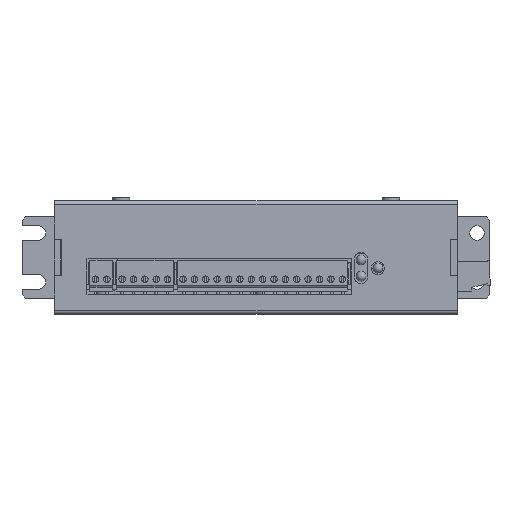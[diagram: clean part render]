
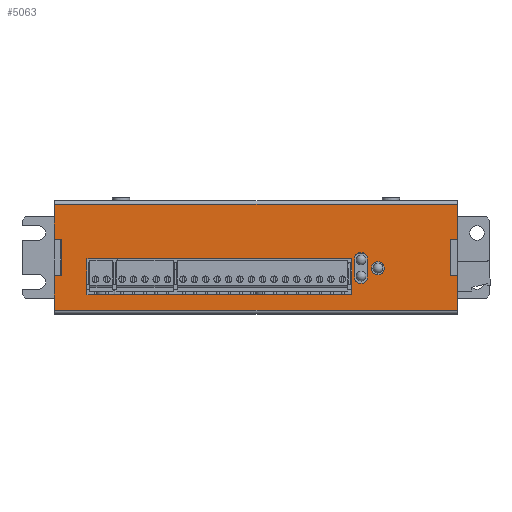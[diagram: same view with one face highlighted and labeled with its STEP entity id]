
A CAD part, front view. The second image highlights one B-rep face of the part: STEP entity #5063.
In plain terms, the highlighted planar face has unit normal (0, -1, 0).
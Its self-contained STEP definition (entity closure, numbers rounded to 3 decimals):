
#5063 = ADVANCED_FACE( '', ( #10771, #10772, #10773, #10774 ), #10775, .T. );
#10771 = FACE_BOUND( '', #17073, .T. );
#10772 = FACE_OUTER_BOUND( '', #17074, .T. );
#10773 = FACE_BOUND( '', #17075, .T. );
#10774 = FACE_BOUND( '', #17076, .T. );
#10775 = PLANE( '', #17077 );
#17073 = EDGE_LOOP( '', ( #30318 ) );
#17074 = EDGE_LOOP( '', ( #30319, #30320, #30321, #30322, #30323, #30324, #30325, #30326, #30327, #30328, #30329, #30330 ) );
#17075 = EDGE_LOOP( '', ( #30331, #30332, #30333, #30334 ) );
#17076 = EDGE_LOOP( '', ( #30335, #30336, #30337, #30338 ) );
#17077 = AXIS2_PLACEMENT_3D( '', #30339, #30340, #30341 );
#30318 = ORIENTED_EDGE( '', *, *, #36476, .T. );
#30319 = ORIENTED_EDGE( '', *, *, #36473, .F. );
#30320 = ORIENTED_EDGE( '', *, *, #40323, .T. );
#30321 = ORIENTED_EDGE( '', *, *, #37079, .T. );
#30322 = ORIENTED_EDGE( '', *, *, #40324, .T. );
#30323 = ORIENTED_EDGE( '', *, *, #40325, .T. );
#30324 = ORIENTED_EDGE( '', *, *, #39684, .T. );
#30325 = ORIENTED_EDGE( '', *, *, #39475, .T. );
#30326 = ORIENTED_EDGE( '', *, *, #36177, .T. );
#30327 = ORIENTED_EDGE( '', *, *, #40326, .T. );
#30328 = ORIENTED_EDGE( '', *, *, #39213, .T. );
#30329 = ORIENTED_EDGE( '', *, *, #35842, .F. );
#30330 = ORIENTED_EDGE( '', *, *, #35752, .F. );
#30331 = ORIENTED_EDGE( '', *, *, #37867, .T. );
#30332 = ORIENTED_EDGE( '', *, *, #36927, .T. );
#30333 = ORIENTED_EDGE( '', *, *, #38419, .T. );
#30334 = ORIENTED_EDGE( '', *, *, #37773, .T. );
#30335 = ORIENTED_EDGE( '', *, *, #36326, .T. );
#30336 = ORIENTED_EDGE( '', *, *, #38326, .T. );
#30337 = ORIENTED_EDGE( '', *, *, #38757, .T. );
#30338 = ORIENTED_EDGE( '', *, *, #39817, .T. );
#30339 = CARTESIAN_POINT( '', ( 0., -35., 0. ) );
#30340 = DIRECTION( '', ( 0., -1., 0. ) );
#30341 = DIRECTION( '', ( 0., 0., -1. ) );
#35752 = EDGE_CURVE( '', #42495, #42497, #42498, .T. );
#35842 = EDGE_CURVE( '', #42497, #42652, #42653, .T. );
#36177 = EDGE_CURVE( '', #43240, #43238, #43241, .T. );
#36326 = EDGE_CURVE( '', #43494, #43492, #43495, .T. );
#36473 = EDGE_CURVE( '', #43731, #42495, #43733, .T. );
#36476 = EDGE_CURVE( '', #43736, #43736, #43737, .T. );
#36927 = EDGE_CURVE( '', #44506, #44504, #44507, .T. );
#37079 = EDGE_CURVE( '', #44740, #44738, #44741, .T. );
#37773 = EDGE_CURVE( '', #45855, #45853, #45856, .T. );
#37867 = EDGE_CURVE( '', #45853, #44506, #46007, .T. );
#38326 = EDGE_CURVE( '', #43492, #46693, #46695, .T. );
#38419 = EDGE_CURVE( '', #44504, #45855, #46833, .T. );
#38757 = EDGE_CURVE( '', #46693, #47328, #47330, .T. );
#39213 = EDGE_CURVE( '', #47960, #42652, #47961, .T. );
#39475 = EDGE_CURVE( '', #48304, #43240, #48305, .T. );
#39684 = EDGE_CURVE( '', #48587, #48304, #48588, .T. );
#39817 = EDGE_CURVE( '', #47328, #43494, #48758, .T. );
#40323 = EDGE_CURVE( '', #43731, #44740, #49389, .T. );
#40324 = EDGE_CURVE( '', #44738, #49390, #49391, .T. );
#40325 = EDGE_CURVE( '', #49390, #48587, #49392, .T. );
#40326 = EDGE_CURVE( '', #43238, #47960, #49393, .T. );
#42495 = VERTEX_POINT( '', #52117 );
#42497 = VERTEX_POINT( '', #52120 );
#42498 = LINE( '', #52121, #52122 );
#42652 = VERTEX_POINT( '', #52341 );
#42653 = LINE( '', #52342, #52343 );
#43238 = VERTEX_POINT( '', #53170 );
#43240 = VERTEX_POINT( '', #53172 );
#43241 = LINE( '', #53173, #53174 );
#43492 = VERTEX_POINT( '', #53530 );
#43494 = VERTEX_POINT( '', #53533 );
#43495 = LINE( '', #53534, #53535 );
#43731 = VERTEX_POINT( '', #53867 );
#43733 = LINE( '', #53870, #53871 );
#43736 = VERTEX_POINT( '', #53875 );
#43737 = CIRCLE( '', #53876, 2. );
#44504 = VERTEX_POINT( '', #54960 );
#44506 = VERTEX_POINT( '', #54963 );
#44507 = CIRCLE( '', #54964, 2. );
#44738 = VERTEX_POINT( '', #55294 );
#44740 = VERTEX_POINT( '', #55296 );
#44741 = LINE( '', #55297, #55298 );
#45853 = VERTEX_POINT( '', #56875 );
#45855 = VERTEX_POINT( '', #56878 );
#45856 = CIRCLE( '', #56879, 2. );
#46007 = LINE( '', #57091, #57092 );
#46693 = VERTEX_POINT( '', #58087 );
#46695 = LINE( '', #58090, #58091 );
#46833 = LINE( '', #58293, #58294 );
#47328 = VERTEX_POINT( '', #58991 );
#47330 = LINE( '', #58994, #58995 );
#47960 = VERTEX_POINT( '', #59915 );
#47961 = LINE( '', #59916, #59917 );
#48304 = VERTEX_POINT( '', #60400 );
#48305 = LINE( '', #60401, #60402 );
#48587 = VERTEX_POINT( '', #60801 );
#48588 = LINE( '', #60802, #60803 );
#48758 = LINE( '', #61044, #61045 );
#49389 = LINE( '', #61969, #61970 );
#49390 = VERTEX_POINT( '', #61971 );
#49391 = LINE( '', #61972, #61973 );
#49392 = LINE( '', #61974, #61975 );
#49393 = LINE( '', #61976, #61977 );
#52117 = CARTESIAN_POINT( '', ( 59.95, -35., -10.95 ) );
#52120 = CARTESIAN_POINT( '', ( 59.95, -35., -22.05 ) );
#52121 = CARTESIAN_POINT( '', ( 59.95, -35., -10.95 ) );
#52122 = VECTOR( '', #64022, 1000. );
#52341 = CARTESIAN_POINT( '', ( 62., -35., -22.05 ) );
#52342 = CARTESIAN_POINT( '', ( 59.95, -35., -22.05 ) );
#52343 = VECTOR( '', #64103, 1000. );
#53170 = CARTESIAN_POINT( '', ( -62., -35., -32.8 ) );
#53172 = CARTESIAN_POINT( '', ( -62., -35., -22.05 ) );
#53173 = CARTESIAN_POINT( '', ( -62., -35., 0.216 ) );
#53174 = VECTOR( '', #64439, 1000. );
#53530 = CARTESIAN_POINT( '', ( -52., -35., -27.9 ) );
#53533 = CARTESIAN_POINT( '', ( 29.5, -35., -27.9 ) );
#53534 = CARTESIAN_POINT( '', ( 29.5, -35., -27.9 ) );
#53535 = VECTOR( '', #64585, 1000. );
#53867 = CARTESIAN_POINT( '', ( 62., -35., -10.95 ) );
#53870 = CARTESIAN_POINT( '', ( 62., -35., -10.95 ) );
#53871 = VECTOR( '', #64716, 1000. );
#53875 = CARTESIAN_POINT( '', ( 35.5, -35., -19.8 ) );
#53876 = AXIS2_PLACEMENT_3D( '', #64718, #64719, #64720 );
#54960 = CARTESIAN_POINT( '', ( 34.3, -35., -17. ) );
#54963 = CARTESIAN_POINT( '', ( 30.3, -35., -17. ) );
#54964 = AXIS2_PLACEMENT_3D( '', #65189, #65190, #65191 );
#55294 = CARTESIAN_POINT( '', ( -62., -35., -0.2 ) );
#55296 = CARTESIAN_POINT( '', ( 62., -35., -0.2 ) );
#55297 = CARTESIAN_POINT( '', ( 62., -35., -0.2 ) );
#55298 = VECTOR( '', #65333, 1000. );
#56875 = CARTESIAN_POINT( '', ( 30.3, -35., -22.5 ) );
#56878 = CARTESIAN_POINT( '', ( 34.3, -35., -22.5 ) );
#56879 = AXIS2_PLACEMENT_3D( '', #66052, #66053, #66054 );
#57091 = CARTESIAN_POINT( '', ( 30.3, -35., -22.5 ) );
#57092 = VECTOR( '', #66152, 1000. );
#58087 = CARTESIAN_POINT( '', ( -52., -35., -16.9 ) );
#58090 = CARTESIAN_POINT( '', ( -52., -35., -27.9 ) );
#58091 = VECTOR( '', #66568, 1000. );
#58293 = CARTESIAN_POINT( '', ( 34.3, -35., -17. ) );
#58294 = VECTOR( '', #66657, 1000. );
#58991 = CARTESIAN_POINT( '', ( 29.5, -35., -16.9 ) );
#58994 = CARTESIAN_POINT( '', ( -52., -35., -16.9 ) );
#58995 = VECTOR( '', #66981, 1000. );
#59915 = CARTESIAN_POINT( '', ( 62., -35., -32.8 ) );
#59916 = CARTESIAN_POINT( '', ( 62., -35., 0.216 ) );
#59917 = VECTOR( '', #67380, 1000. );
#60400 = CARTESIAN_POINT( '', ( -59.95, -35., -22.05 ) );
#60401 = CARTESIAN_POINT( '', ( -59.95, -35., -22.05 ) );
#60402 = VECTOR( '', #67593, 1000. );
#60801 = CARTESIAN_POINT( '', ( -59.95, -35., -10.95 ) );
#60802 = CARTESIAN_POINT( '', ( -59.95, -35., -10.95 ) );
#60803 = VECTOR( '', #67771, 1000. );
#61044 = CARTESIAN_POINT( '', ( 29.5, -35., -16.9 ) );
#61045 = VECTOR( '', #67873, 1000. );
#61969 = CARTESIAN_POINT( '', ( 62., -35., 0.216 ) );
#61970 = VECTOR( '', #68317, 1000. );
#61971 = CARTESIAN_POINT( '', ( -62., -35., -10.95 ) );
#61972 = CARTESIAN_POINT( '', ( -62., -35., 0.216 ) );
#61973 = VECTOR( '', #68318, 1000. );
#61974 = CARTESIAN_POINT( '', ( -62., -35., -10.95 ) );
#61975 = VECTOR( '', #68319, 1000. );
#61976 = CARTESIAN_POINT( '', ( -62., -35., -32.8 ) );
#61977 = VECTOR( '', #68320, 1000. );
#64022 = DIRECTION( '', ( 0., 0., -1. ) );
#64103 = DIRECTION( '', ( 1., 0., 0. ) );
#64439 = DIRECTION( '', ( 0., 0., -1. ) );
#64585 = DIRECTION( '', ( -1., 0., 0. ) );
#64716 = DIRECTION( '', ( -1., 0., 0. ) );
#64718 = CARTESIAN_POINT( '', ( 37.5, -35., -19.8 ) );
#64719 = DIRECTION( '', ( 0., 1., 0. ) );
#64720 = DIRECTION( '', ( -1., 0., 0. ) );
#65189 = CARTESIAN_POINT( '', ( 32.3, -35., -17. ) );
#65190 = DIRECTION( '', ( 0., 1., 0. ) );
#65191 = DIRECTION( '', ( -1., 0., 0. ) );
#65333 = DIRECTION( '', ( -1., 0., 0. ) );
#66052 = CARTESIAN_POINT( '', ( 32.3, -35., -22.5 ) );
#66053 = DIRECTION( '', ( 0., 1., 0. ) );
#66054 = DIRECTION( '', ( 1., 0., 0. ) );
#66152 = DIRECTION( '', ( 0., 0., 1. ) );
#66568 = DIRECTION( '', ( 0., 0., 1. ) );
#66657 = DIRECTION( '', ( 0., 0., -1. ) );
#66981 = DIRECTION( '', ( 1., 0., 0. ) );
#67380 = DIRECTION( '', ( 0., 0., 1. ) );
#67593 = DIRECTION( '', ( -1., 0., 0. ) );
#67771 = DIRECTION( '', ( 0., 0., -1. ) );
#67873 = DIRECTION( '', ( 0., 0., -1. ) );
#68317 = DIRECTION( '', ( 0., 0., 1. ) );
#68318 = DIRECTION( '', ( 0., 0., -1. ) );
#68319 = DIRECTION( '', ( 1., 0., 0. ) );
#68320 = DIRECTION( '', ( 1., 0., 0. ) );
